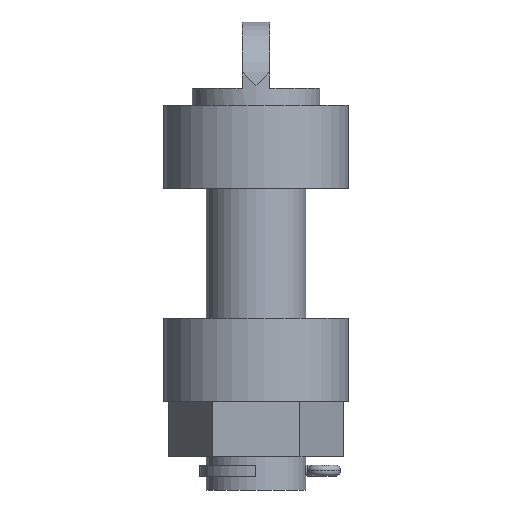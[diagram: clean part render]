
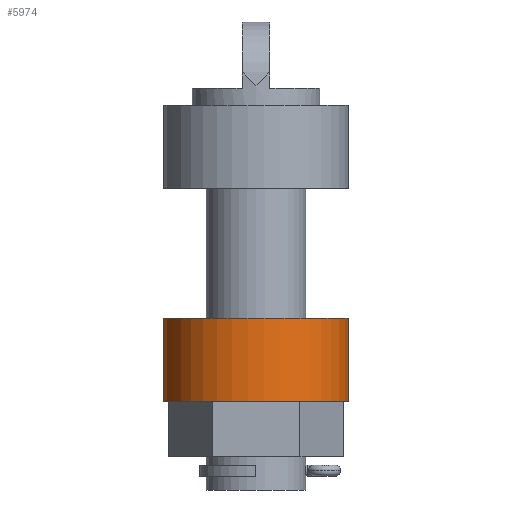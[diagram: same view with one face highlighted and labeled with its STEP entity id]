
A CAD part, front view. The second image highlights one B-rep face of the part: STEP entity #5974.
In plain terms, the highlighted cylindrical face has radius 30 mm (diameter 60 mm), a partial arc.
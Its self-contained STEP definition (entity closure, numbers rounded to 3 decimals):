
#1=CARTESIAN_POINT('',(0.,0.,0.));
#2=DIRECTION('',(0.,0.,1.));
#3=DIRECTION('',(-0.593,0.805,0.));
#4=AXIS2_PLACEMENT_3D('',#1,#2,#3);
#30=CARTESIAN_POINT('',(17.788,24.157,27.));
#31=CARTESIAN_POINT('',(18.313,23.771,25.215));
#32=CARTESIAN_POINT('',(19.128,23.12,21.633));
#33=CARTESIAN_POINT('',(19.713,22.614,16.183));
#34=CARTESIAN_POINT('',(19.712,22.615,10.785));
#35=CARTESIAN_POINT('',(19.121,23.126,5.326));
#36=CARTESIAN_POINT('',(18.31,23.773,1.768));
#37=CARTESIAN_POINT('',(17.788,24.158,0.));
#39=CARTESIAN_POINT('',(-17.788,24.158,0.));
#40=CARTESIAN_POINT('',(-18.312,23.772,1.777));
#41=CARTESIAN_POINT('',(-19.125,23.123,5.348));
#42=CARTESIAN_POINT('',(-19.713,22.614,10.807));
#43=CARTESIAN_POINT('',(-19.713,22.615,16.207));
#44=CARTESIAN_POINT('',(-19.121,23.126,21.67));
#45=CARTESIAN_POINT('',(-18.31,23.773,25.23));
#46=CARTESIAN_POINT('',(-17.788,24.158,27.));
#48=CARTESIAN_POINT('',(0.,0.,27.));
#49=DIRECTION('',(0.,0.,-1.));
#50=DIRECTION('',(0.593,0.805,0.));
#51=AXIS2_PLACEMENT_3D('',#48,#49,#50);
#4633=CARTESIAN_POINT('',(-17.788,24.157,0.));
#4634=CARTESIAN_POINT('',(17.788,24.157,0.));
#4635=VERTEX_POINT('',#4633);
#4636=VERTEX_POINT('',#4634);
#4784=CARTESIAN_POINT('',(17.788,24.157,27.));
#4785=CARTESIAN_POINT('',(-17.788,24.157,27.));
#4786=VERTEX_POINT('',#4784);
#4787=VERTEX_POINT('',#4785);
#5960=CARTESIAN_POINT('',(0.,0.,0.));
#5961=DIRECTION('',(0.,0.,1.));
#5962=DIRECTION('',(1.,0.,0.));
#5963=AXIS2_PLACEMENT_3D('',#5960,#5961,#5962);
#5964=CYLINDRICAL_SURFACE('',#5963,30.);
#5966=ORIENTED_EDGE('',*,*,#5965,.F.);
#5968=ORIENTED_EDGE('',*,*,#5967,.T.);
#5969=ORIENTED_EDGE('',*,*,#5937,.F.);
#5971=ORIENTED_EDGE('',*,*,#5970,.T.);
#5972=EDGE_LOOP('',(#5966,#5968,#5969,#5971));
#5973=FACE_OUTER_BOUND('',#5972,.F.);
#5974=ADVANCED_FACE('',(#5973),#5964,.T.);
#5=CIRCLE('',#4,30.);
#38=B_SPLINE_CURVE_WITH_KNOTS('',3,(#30,#31,#32,#33,#34,#35,#36,#37),
.UNSPECIFIED.,.F.,.F.,(4,1,1,1,1,4),(0.,0.2,0.4,0.6,0.8,1.),
.UNSPECIFIED.);
#47=B_SPLINE_CURVE_WITH_KNOTS('',3,(#39,#40,#41,#42,#43,#44,#45,#46),
.UNSPECIFIED.,.F.,.F.,(4,1,1,1,1,4),(0.,0.2,0.4,0.6,0.8,1.),
.UNSPECIFIED.);
#52=CIRCLE('',#51,30.);
#5937=EDGE_CURVE('',#4635,#4636,#5,.T.);
#5965=EDGE_CURVE('',#4786,#4787,#52,.T.);
#5967=EDGE_CURVE('',#4786,#4636,#38,.T.);
#5970=EDGE_CURVE('',#4635,#4787,#47,.T.);
